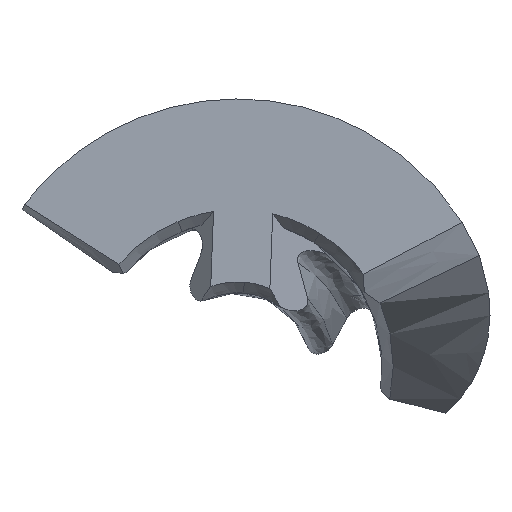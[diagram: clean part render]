
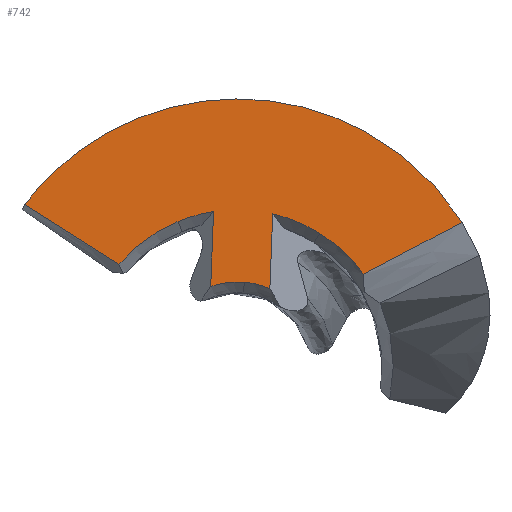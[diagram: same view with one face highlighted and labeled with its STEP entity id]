
A CAD part, top view. The second image highlights one B-rep face of the part: STEP entity #742.
In plain terms, the highlighted planar face has unit normal (0, 0, 1).
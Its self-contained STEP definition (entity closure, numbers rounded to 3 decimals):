
#38=CIRCLE('',#803,21.6);
#39=CIRCLE('',#804,21.6);
#47=PLANE('',#802);
#58=FACE_OUTER_BOUND('',#105,.T.);
#105=EDGE_LOOP('',(#512,#513,#514,#515,#516,#517,#518,#519,#520,#521,#522));
#149=LINE('',#1210,#159);
#150=LINE('',#1242,#160);
#159=VECTOR('',#839,10.);
#160=VECTOR('',#844,10.);
#187=B_SPLINE_CURVE_WITH_KNOTS('',3,(#1162,#1163,#1164,#1165),
 .UNSPECIFIED.,.F.,.F.,(4,4),(-0.368,-0.049),
 .UNSPECIFIED.);
#191=B_SPLINE_CURVE_WITH_KNOTS('',3,(#1198,#1199,#1200,#1201),
 .UNSPECIFIED.,.F.,.F.,(4,4),(-0.578,-0.167),
 .UNSPECIFIED.);
#195=B_SPLINE_CURVE_WITH_KNOTS('',3,(#1246,#1247,#1248,#1249),
 .UNSPECIFIED.,.F.,.F.,(4,4),(-0.863,-0.086),
 .UNSPECIFIED.);
#196=B_SPLINE_CURVE_WITH_KNOTS('',3,(#1251,#1252,#1253,#1254),
 .UNSPECIFIED.,.F.,.F.,(4,4),(-1.68,-0.138),
 .UNSPECIFIED.);
#197=B_SPLINE_CURVE_WITH_KNOTS('',3,(#1256,#1257,#1258,#1259,#1260,#1261,
#1262,#1263,#1264,#1265,#1266,#1267,#1268,#1269),.UNSPECIFIED.,.F.,.F.,
(4,2,2,2,2,2,4),(-19.414,-18.761,-17.318,
-15.875,-14.431,-12.988,-12.285),
 .UNSPECIFIED.);
#198=B_SPLINE_CURVE_WITH_KNOTS('',3,(#1271,#1272,#1273,#1274),
 .UNSPECIFIED.,.F.,.F.,(4,4),(0.138,1.68),
 .UNSPECIFIED.);
#199=B_SPLINE_CURVE_WITH_KNOTS('',3,(#1276,#1277,#1278,#1279),
 .UNSPECIFIED.,.F.,.F.,(4,4),(-1.241,-0.292),
 .UNSPECIFIED.);
#285=VERTEX_POINT('',#1147);
#286=VERTEX_POINT('',#1161);
#289=VERTEX_POINT('',#1197);
#290=VERTEX_POINT('',#1209);
#294=VERTEX_POINT('',#1241);
#295=VERTEX_POINT('',#1243);
#296=VERTEX_POINT('',#1245);
#297=VERTEX_POINT('',#1250);
#298=VERTEX_POINT('',#1255);
#299=VERTEX_POINT('',#1270);
#300=VERTEX_POINT('',#1275);
#367=EDGE_CURVE('',#285,#286,#187,.T.);
#372=EDGE_CURVE('',#286,#289,#191,.T.);
#374=EDGE_CURVE('',#290,#289,#149,.T.);
#379=EDGE_CURVE('',#285,#294,#150,.T.);
#380=EDGE_CURVE('',#295,#294,#38,.T.);
#381=EDGE_CURVE('',#296,#295,#195,.T.);
#382=EDGE_CURVE('',#297,#296,#196,.T.);
#383=EDGE_CURVE('',#297,#298,#197,.T.);
#384=EDGE_CURVE('',#299,#298,#198,.T.);
#385=EDGE_CURVE('',#300,#299,#199,.T.);
#386=EDGE_CURVE('',#290,#300,#39,.T.);
#512=ORIENTED_EDGE('',*,*,#372,.F.);
#513=ORIENTED_EDGE('',*,*,#367,.F.);
#514=ORIENTED_EDGE('',*,*,#379,.T.);
#515=ORIENTED_EDGE('',*,*,#380,.F.);
#516=ORIENTED_EDGE('',*,*,#381,.F.);
#517=ORIENTED_EDGE('',*,*,#382,.F.);
#518=ORIENTED_EDGE('',*,*,#383,.T.);
#519=ORIENTED_EDGE('',*,*,#384,.F.);
#520=ORIENTED_EDGE('',*,*,#385,.F.);
#521=ORIENTED_EDGE('',*,*,#386,.F.);
#522=ORIENTED_EDGE('',*,*,#374,.T.);
#742=ADVANCED_FACE('',(#58),#47,.T.);
#802=AXIS2_PLACEMENT_3D('',#1240,#842,#843);
#803=AXIS2_PLACEMENT_3D('',#1244,#845,#846);
#804=AXIS2_PLACEMENT_3D('',#1280,#847,#848);
#839=DIRECTION('',(-0.038,-0.999,0.));
#842=DIRECTION('center_axis',(0.,0.,1.));
#843=DIRECTION('ref_axis',(1.,0.,0.));
#844=DIRECTION('',(0.038,0.999,0.));
#845=DIRECTION('center_axis',(0.,0.,1.));
#846=DIRECTION('ref_axis',(1.,0.,0.));
#847=DIRECTION('center_axis',(0.,0.,1.));
#848=DIRECTION('ref_axis',(-1.,0.,0.));
#1147=CARTESIAN_POINT('',(4.51,10.687,35.233));
#1161=CARTESIAN_POINT('',(0.971,11.559,35.233));
#1162=CARTESIAN_POINT('Ctrl Pts',(4.509,10.685,35.233));
#1163=CARTESIAN_POINT('Ctrl Pts',(3.385,11.159,35.233));
#1164=CARTESIAN_POINT('Ctrl Pts',(2.187,11.457,35.233));
#1165=CARTESIAN_POINT('Ctrl Pts',(0.971,11.559,35.233));
#1197=CARTESIAN_POINT('',(-3.684,10.999,35.233));
#1198=CARTESIAN_POINT('Ctrl Pts',(0.971,11.559,35.233));
#1199=CARTESIAN_POINT('Ctrl Pts',(-0.598,11.691,35.233));
#1200=CARTESIAN_POINT('Ctrl Pts',(-2.192,11.494,35.233));
#1201=CARTESIAN_POINT('Ctrl Pts',(-3.683,10.997,35.233));
#1209=CARTESIAN_POINT('',(-3.29,21.348,35.233));
#1210=CARTESIAN_POINT('',(-3.907,5.152,35.233));
#1240=CARTESIAN_POINT('Origin',(0.,0.,35.233));
#1241=CARTESIAN_POINT('',(4.904,21.036,35.233));
#1242=CARTESIAN_POINT('',(4.287,4.84,35.233));
#1243=CARTESIAN_POINT('',(11.424,18.331,35.233));
#1244=CARTESIAN_POINT('Origin',(0.,0.,35.233));
#1245=CARTESIAN_POINT('',(17.485,12.682,35.233));
#1246=CARTESIAN_POINT('Ctrl Pts',(17.484,12.681,35.233));
#1247=CARTESIAN_POINT('Ctrl Pts',(15.852,14.927,35.233));
#1248=CARTESIAN_POINT('Ctrl Pts',(13.784,16.861,35.233));
#1249=CARTESIAN_POINT('Ctrl Pts',(11.424,18.331,35.233));
#1250=CARTESIAN_POINT('',(31.144,19.87,35.233));
#1251=CARTESIAN_POINT('Ctrl Pts',(31.144,19.87,35.233));
#1252=CARTESIAN_POINT('Ctrl Pts',(26.607,17.481,35.233));
#1253=CARTESIAN_POINT('Ctrl Pts',(22.038,15.076,35.233));
#1254=CARTESIAN_POINT('Ctrl Pts',(17.485,12.682,35.233));
#1255=CARTESIAN_POINT('',(-29.414,22.35,35.233));
#1256=CARTESIAN_POINT('Ctrl Pts',(31.144,19.87,35.233));
#1257=CARTESIAN_POINT('Ctrl Pts',(29.978,21.698,35.233));
#1258=CARTESIAN_POINT('Ctrl Pts',(28.65,23.424,35.233));
#1259=CARTESIAN_POINT('Ctrl Pts',(23.915,28.565,35.233));
#1260=CARTESIAN_POINT('Ctrl Pts',(19.997,31.433,35.233));
#1261=CARTESIAN_POINT('Ctrl Pts',(11.28,35.506,35.233));
#1262=CARTESIAN_POINT('Ctrl Pts',(6.566,36.671,35.233));
#1263=CARTESIAN_POINT('Ctrl Pts',(-3.044,37.13,35.233));
#1264=CARTESIAN_POINT('Ctrl Pts',(-7.848,36.418,35.233));
#1265=CARTESIAN_POINT('Ctrl Pts',(-16.913,33.194,35.233));
#1266=CARTESIAN_POINT('Ctrl Pts',(-21.087,30.712,35.233));
#1267=CARTESIAN_POINT('Ctrl Pts',(-26.414,25.934,35.233));
#1268=CARTESIAN_POINT('Ctrl Pts',(-28.002,24.209,35.233));
#1269=CARTESIAN_POINT('Ctrl Pts',(-29.414,22.35,35.233));
#1270=CARTESIAN_POINT('',(-16.39,14.069,35.233));
#1271=CARTESIAN_POINT('Ctrl Pts',(-16.39,14.069,35.233));
#1272=CARTESIAN_POINT('Ctrl Pts',(-20.731,16.827,35.233));
#1273=CARTESIAN_POINT('Ctrl Pts',(-25.087,19.597,35.233));
#1274=CARTESIAN_POINT('Ctrl Pts',(-29.414,22.35,35.233));
#1275=CARTESIAN_POINT('',(-8.207,19.98,35.233));
#1276=CARTESIAN_POINT('Ctrl Pts',(-8.207,19.98,35.233));
#1277=CARTESIAN_POINT('Ctrl Pts',(-11.353,18.688,35.233));
#1278=CARTESIAN_POINT('Ctrl Pts',(-14.179,16.642,35.233));
#1279=CARTESIAN_POINT('Ctrl Pts',(-16.39,14.069,35.233));
#1280=CARTESIAN_POINT('Origin',(0.,0.,35.233));
